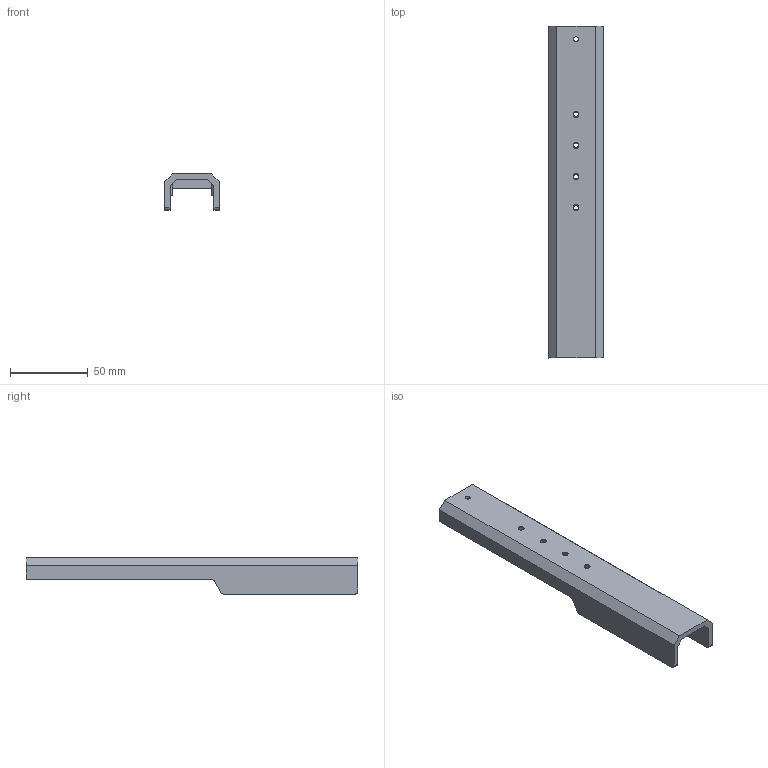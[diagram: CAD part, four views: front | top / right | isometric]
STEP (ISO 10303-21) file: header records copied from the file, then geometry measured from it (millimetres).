
FILE_DESCRIPTION(/* description */ (''),/* implementation_level */ '2;1');
FILE_NAME(/* name */ '10.3-dust-cover-body-flat-0.6mm.step',/* time_stamp */ '2022-04-06T21:22:29+01:00',/* author */ (''),/* organization */ (''),/* preprocessor_version */ 'ST-DEVELOPER v18.1',/* originating_system */ 'Autodesk Translation Framework v10.13.0.1454',/* authorisation */ '');
FILE_SCHEMA (('AUTOMOTIVE_DESIGN { 1 0 10303 214 3 1 1 }'));
Length unit declared in the file: millimetre
Products named in the file (1): 10.3-dust-cover-body-flat-0.6mm
Bounding box: 35 x 213 x 23.29 mm (x, y, z)
Volume: 46090 mm3; surface area: 27663.8 mm2
Topology: 1 solids, 1 shells, 114 faces, 299 edges, 198 vertices
Faces by surface type: plane 97, cylinder 13, cone 4
Full cylindrical faces by diameter (mm): 3 x5
Entity records: 3521 total; most frequent: CARTESIAN_POINT 612, ORIENTED_EDGE 598, DIRECTION 559, EDGE_CURVE 299, LINE 269, VECTOR 269, VERTEX_POINT 198, AXIS2_PLACEMENT_3D 145
